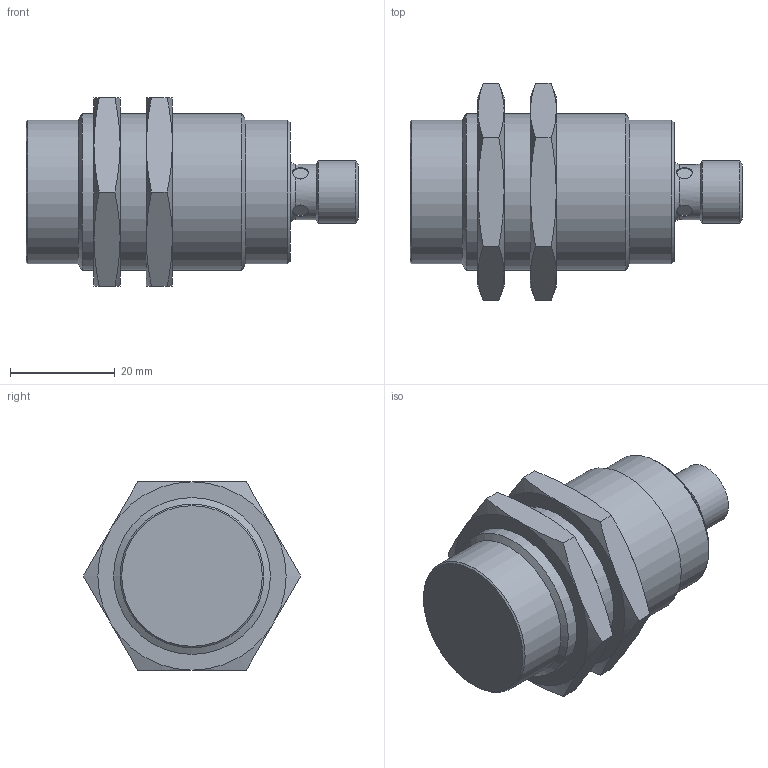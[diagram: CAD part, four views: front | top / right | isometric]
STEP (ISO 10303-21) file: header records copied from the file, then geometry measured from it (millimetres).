
FILE_DESCRIPTION(('FreeCAD Model'),'2;1');
FILE_NAME('LCS2-3040X-XRU4-AMS.stp','2020-05-06T09:34:58',( 'Author'),(''),'Open CASCADE STEP processor 7.3','FreeCAD','Unknown' );
FILE_SCHEMA(('AUTOMOTIVE_DESIGN { 1 0 10303 214 1 1 1 1 }'));
Length unit declared in the file: millimetre
Products named in the file (1): LCS2-3040X-XRU4-AMS
Bounding box: 63.5 x 41.57 x 36 mm (x, y, z)
Volume: 38383.2 mm3; surface area: 8565.7 mm2
Topology: 1 solids, 1 shells, 102 faces, 244 edges, 150 vertices
Faces by surface type: plane 44, cone 32, cylinder 20, sphere 5, torus 1
Full cylindrical faces by diameter (mm): 1 x4, 2.4 x1, 3 x4, 8.5 x1, 10.55 x1, 12 x1, 27.3 x1, 27.5 x2, 30 x3
Entity records: 9967 total; most frequent: CARTESIAN_POINT 4731, DIRECTION 754, ORIENTED_EDGE 476, PCURVE 476, DEFINITIONAL_REPRESENTATION 476, LINE 349, VECTOR 349, EDGE_CURVE 238
